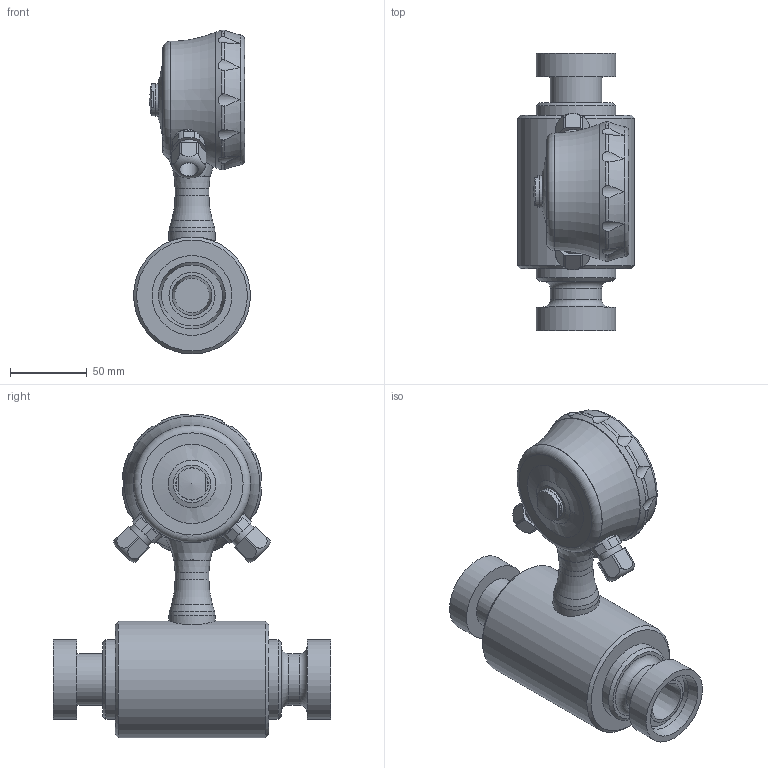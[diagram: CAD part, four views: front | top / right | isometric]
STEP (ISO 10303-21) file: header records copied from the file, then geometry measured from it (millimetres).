
FILE_DESCRIPTION( ( 'Unknown' ), '1' );
FILE_NAME( 'PF75H5xxxxxxx03x1F32xx2xxx0x0.stp', 'Unknown', ( 'Unknown' ), ( 'Unknown' ), 'PSStep 19.0.9', 'Unknown', ' ' );
FILE_SCHEMA( ( 'AUTOMOTIVE_DESIGN { 1 0 10303 214 1 1 1 1 }' ) );
Length unit declared in the file: millimetre
Products named in the file (1): Unterteil_PF75H_DIN_11851_DN25
Bounding box: 76.1 x 180.8 x 210.87 mm (x, y, z)
Volume: 837502 mm3; surface area: 100513 mm2
Topology: 1 solids, 16 shells, 518 faces, 1348 edges, 888 vertices
Faces by surface type: plane 264, cylinder 147, torus 39, cone 35, bspline 21, extrusion 4, revolution 4, sphere 4
Full cylindrical faces by diameter (mm): 3 x1, 3.459 x2, 12 x2, 16 x4, 16.691 x2, 20.8 x1, 21 x1, 22 x1, 23.5 x1, 30 x3, 33.5 x2, 39.8 x2, 52 x4, 76.1 x1, 81.2 x1, 83.7 x1, 88 x1
Entity records: 23143 total; most frequent: CARTESIAN_POINT 7020, ORIENTED_EDGE 2484, DIRECTION 2352, EDGE_CURVE 1242, AXIS2_PLACEMENT_3D 879, VERTEX_POINT 854, EDGE_LOOP 627, VECTOR 590
